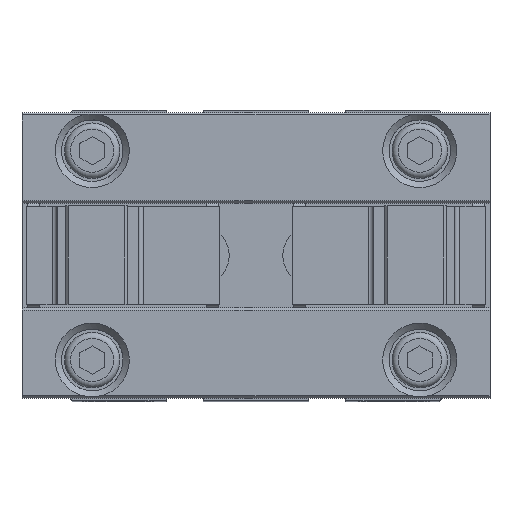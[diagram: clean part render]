
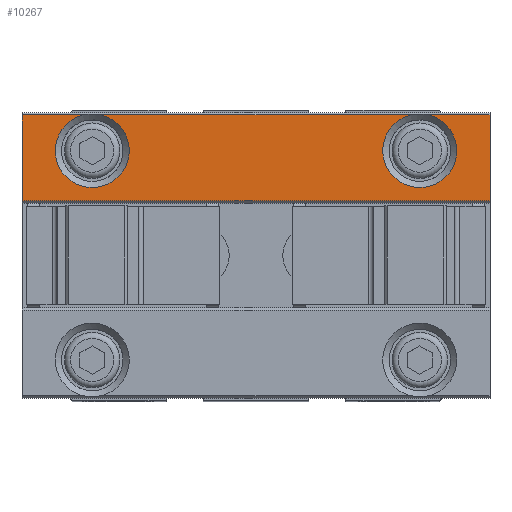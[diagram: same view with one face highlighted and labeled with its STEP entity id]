
A CAD part, top view. The second image highlights one B-rep face of the part: STEP entity #10267.
In plain terms, the highlighted planar face has unit normal (0, 0, 1).
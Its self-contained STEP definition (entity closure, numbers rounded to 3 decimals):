
#9272=CARTESIAN_POINT('',(14.068,11.4,9.5));
#9273=VERTEX_POINT('',#9272);
#9274=CARTESIAN_POINT('',(12.532,11.4,9.5));
#9275=VERTEX_POINT('',#9274);
#9282=CARTESIAN_POINT('',(13.3,8.5,9.5));
#9283=DIRECTION('',(0.0,0.0,1.0));
#9284=DIRECTION('',(-1.0,0.0,0.0));
#9285=AXIS2_PLACEMENT_3D('',#9282,#9283,#9284);
#9286=CIRCLE('',#9285,3.);
#9287=EDGE_CURVE('',#9275,#9273,#9286,.T.);
#9298=CARTESIAN_POINT('',(19.0,11.4,9.5));
#9299=VERTEX_POINT('',#9298);
#9300=CARTESIAN_POINT('',(14.068,11.4,9.5));
#9301=DIRECTION('',(1.0,0.0,0.0));
#9302=VECTOR('',#9301,4.932);
#9303=LINE('',#9300,#9302);
#9304=EDGE_CURVE('',#9273,#9299,#9303,.T.);
#9322=CARTESIAN_POINT('',(-19.0,11.4,9.5));
#9323=VERTEX_POINT('',#9322);
#9330=CARTESIAN_POINT('',(-14.068,11.4,9.5));
#9331=VERTEX_POINT('',#9330);
#9332=CARTESIAN_POINT('',(-19.0,11.4,9.5));
#9333=DIRECTION('',(1.0,0.0,0.0));
#9334=VECTOR('',#9333,4.932);
#9335=LINE('',#9332,#9334);
#9336=EDGE_CURVE('',#9323,#9331,#9335,.T.);
#9338=CARTESIAN_POINT('',(-12.532,11.4,9.5));
#9339=VERTEX_POINT('',#9338);
#9346=CARTESIAN_POINT('',(-12.532,11.4,9.5));
#9347=DIRECTION('',(1.0,0.0,0.0));
#9348=VECTOR('',#9347,25.064);
#9349=LINE('',#9346,#9348);
#9350=EDGE_CURVE('',#9339,#9275,#9349,.T.);
#9392=CARTESIAN_POINT('',(-13.3,8.5,9.5));
#9393=DIRECTION('',(0.0,0.0,1.0));
#9394=DIRECTION('',(-1.0,0.0,0.0));
#9395=AXIS2_PLACEMENT_3D('',#9392,#9393,#9394);
#9396=CIRCLE('',#9395,3.);
#9397=EDGE_CURVE('',#9331,#9339,#9396,.T.);
#10233=CARTESIAN_POINT('',(0.0,4.45,9.5));
#10234=DIRECTION('',(0.0,0.0,1.0));
#10235=DIRECTION('',(1.0,0.0,0.0));
#10236=AXIS2_PLACEMENT_3D('',#10233,#10234,#10235);
#10237=PLANE('',#10236);
#10238=ORIENTED_EDGE('',*,*,#9287,.F.);
#10239=ORIENTED_EDGE('',*,*,#9350,.F.);
#10240=ORIENTED_EDGE('',*,*,#9397,.F.);
#10241=ORIENTED_EDGE('',*,*,#9336,.F.);
#10242=CARTESIAN_POINT('',(-19.0,4.45,9.5));
#10243=VERTEX_POINT('',#10242);
#10244=CARTESIAN_POINT('',(-19.0,11.4,9.5));
#10245=DIRECTION('',(0.0,-1.0,0.0));
#10246=VECTOR('',#10245,6.95);
#10247=LINE('',#10244,#10246);
#10248=EDGE_CURVE('',#9323,#10243,#10247,.T.);
#10249=ORIENTED_EDGE('',*,*,#10248,.T.);
#10250=CARTESIAN_POINT('',(19.0,4.45,9.5));
#10251=VERTEX_POINT('',#10250);
#10252=CARTESIAN_POINT('',(-19.0,4.45,9.5));
#10253=DIRECTION('',(1.0,0.0,0.0));
#10254=VECTOR('',#10253,38.0);
#10255=LINE('',#10252,#10254);
#10256=EDGE_CURVE('',#10243,#10251,#10255,.T.);
#10257=ORIENTED_EDGE('',*,*,#10256,.T.);
#10258=CARTESIAN_POINT('',(19.0,4.45,9.5));
#10259=DIRECTION('',(0.0,1.0,0.0));
#10260=VECTOR('',#10259,6.95);
#10261=LINE('',#10258,#10260);
#10262=EDGE_CURVE('',#10251,#9299,#10261,.T.);
#10263=ORIENTED_EDGE('',*,*,#10262,.T.);
#10264=ORIENTED_EDGE('',*,*,#9304,.F.);
#10265=EDGE_LOOP('',(#10238,#10239,#10240,#10241,#10249,#10257,#10263,#10264));
#10266=FACE_OUTER_BOUND('',#10265,.T.);
#10267=ADVANCED_FACE('',(#10266),#10237,.T.);
